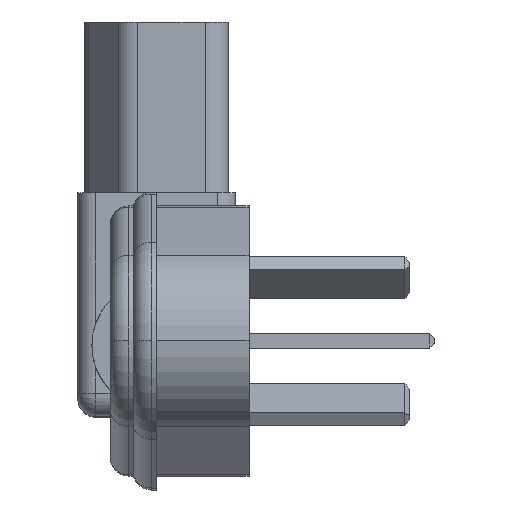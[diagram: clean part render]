
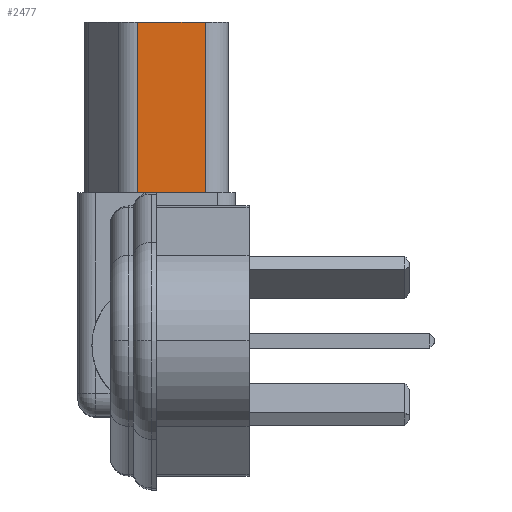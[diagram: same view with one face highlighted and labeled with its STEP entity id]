
A CAD part, top view. The second image highlights one B-rep face of the part: STEP entity #2477.
In plain terms, the highlighted face is planar.
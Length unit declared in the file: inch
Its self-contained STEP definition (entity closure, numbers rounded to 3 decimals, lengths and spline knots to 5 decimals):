
#25 = DIRECTION ( 'NONE',  ( 1., 0., 0. ) ) ;
#410 = LINE ( 'NONE', #4773, #2074 ) ;
#424 = DIRECTION ( 'NONE',  ( 0., -1., 0. ) ) ;
#844 = PLANE ( 'NONE',  #2351 ) ;
#1048 = ORIENTED_EDGE ( 'NONE', *, *, #2963, .F. ) ;
#1131 = VERTEX_POINT ( 'NONE', #6183 ) ;
#1189 = CARTESIAN_POINT ( 'NONE',  ( 0.84, -0.455, -0.2075 ) ) ;
#1357 = VERTEX_POINT ( 'NONE', #4440 ) ;
#1438 = ORIENTED_EDGE ( 'NONE', *, *, #6116, .F. ) ;
#1803 = DIRECTION ( 'NONE',  ( 0., 0., 1. ) ) ;
#1922 = EDGE_CURVE ( 'NONE', #5978, #1131, #3147, .T. ) ;
#2074 = VECTOR ( 'NONE', #6390, 39.37008 ) ;
#2210 = VERTEX_POINT ( 'NONE', #4940 ) ;
#2269 = CARTESIAN_POINT ( 'NONE',  ( 0.84, -0.455, 0.3075 ) ) ;
#2351 = AXIS2_PLACEMENT_3D ( 'NONE', #6338, #424, #4361 ) ;
#2477 = ADVANCED_FACE ( 'NONE', ( #4335 ), #844, .T. ) ;
#2963 = EDGE_CURVE ( 'NONE', #2210, #1357, #4911, .T. ) ;
#3147 = LINE ( 'NONE', #1189, #3485 ) ;
#3186 = DIRECTION ( 'NONE',  ( -1., 0., 0. ) ) ;
#3485 = VECTOR ( 'NONE', #3186, 39.37008 ) ;
#3621 = VECTOR ( 'NONE', #1803, 39.37008 ) ;
#3850 = ORIENTED_EDGE ( 'NONE', *, *, #1922, .F. ) ;
#3916 = ORIENTED_EDGE ( 'NONE', *, *, #6006, .T. ) ;
#3925 = CARTESIAN_POINT ( 'NONE',  ( 0.84, -0.455, 0.08043 ) ) ;
#4169 = LINE ( 'NONE', #2269, #3621 ) ;
#4335 = FACE_OUTER_BOUND ( 'NONE', #5936, .T. ) ;
#4361 = DIRECTION ( 'NONE',  ( 0., 0., -1. ) ) ;
#4440 = CARTESIAN_POINT ( 'NONE',  ( 0.84, -0.455, 0.08043 ) ) ;
#4709 = CARTESIAN_POINT ( 'NONE',  ( 0.84, -0.455, -0.2075 ) ) ;
#4773 = CARTESIAN_POINT ( 'NONE',  ( 0.114, -0.455, 0. ) ) ;
#4911 = LINE ( 'NONE', #3925, #5551 ) ;
#4940 = CARTESIAN_POINT ( 'NONE',  ( 0.114, -0.455, 0.08043 ) ) ;
#5551 = VECTOR ( 'NONE', #25, 39.37008 ) ;
#5936 = EDGE_LOOP ( 'NONE', ( #1048, #1438, #3850, #3916 ) ) ;
#5978 = VERTEX_POINT ( 'NONE', #4709 ) ;
#6006 = EDGE_CURVE ( 'NONE', #5978, #1357, #4169, .T. ) ;
#6116 = EDGE_CURVE ( 'NONE', #1131, #2210, #410, .T. ) ;
#6183 = CARTESIAN_POINT ( 'NONE',  ( 0.114, -0.455, -0.2075 ) ) ;
#6338 = CARTESIAN_POINT ( 'NONE',  ( 0.84, -0.455, 0.3075 ) ) ;
#6390 = DIRECTION ( 'NONE',  ( 0., 0., 1. ) ) ;
